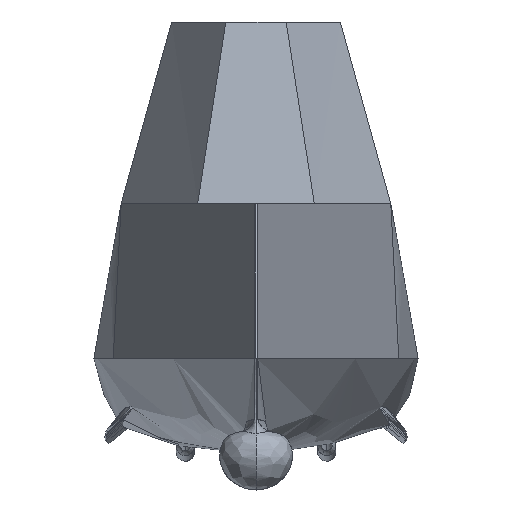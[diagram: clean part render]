
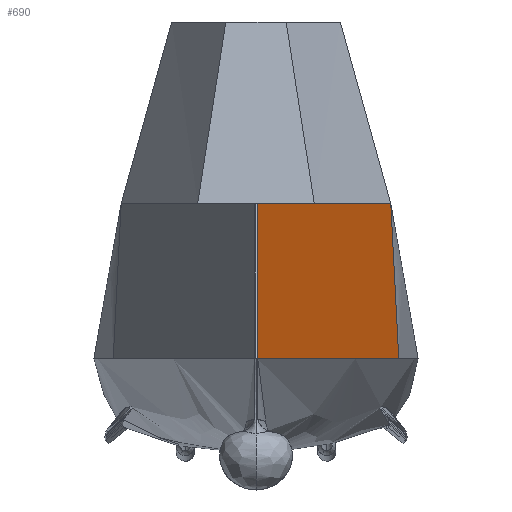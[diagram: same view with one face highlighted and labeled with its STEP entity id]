
A CAD part, left-side view. The second image highlights one B-rep face of the part: STEP entity #690.
In plain terms, the highlighted free-form (B-spline) face has degree [1, 1] with [2, 2] control points.
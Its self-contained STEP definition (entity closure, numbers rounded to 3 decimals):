
#690=ADVANCED_FACE('',(#913),#4942,.T.);
#913=FACE_OUTER_BOUND('',#1146,.T.);
#1146=EDGE_LOOP('',(#1519,#1520,#1521,#1522));
#1519=ORIENTED_EDGE('',*,*,#2446,.T.);
#1520=ORIENTED_EDGE('',*,*,#2449,.T.);
#1521=ORIENTED_EDGE('',*,*,#2448,.T.);
#1522=ORIENTED_EDGE('',*,*,#2447,.T.);
#2446=EDGE_CURVE('',#4184,#4187,#3321,.T.);
#2447=EDGE_CURVE('',#4185,#4184,#3322,.T.);
#2448=EDGE_CURVE('',#4186,#4185,#3323,.T.);
#2449=EDGE_CURVE('',#4187,#4186,#3324,.T.);
#3321=B_SPLINE_CURVE_WITH_KNOTS('',1,(#13721,#13722),.UNSPECIFIED.,.F.,
 .F.,(2,2),(-134.41,134.41),.UNSPECIFIED.);
#3322=B_SPLINE_CURVE_WITH_KNOTS('',1,(#13723,#13724),.UNSPECIFIED.,.F.,
 .F.,(2,2),(1376.6,2330.459),.UNSPECIFIED.);
#3323=B_SPLINE_CURVE_WITH_KNOTS('',1,(#13725,#13726),.UNSPECIFIED.,.F.,
 .F.,(2,2),(1145.579,1376.6),.UNSPECIFIED.);
#3324=B_SPLINE_CURVE_WITH_KNOTS('',1,(#13727,#13728),.UNSPECIFIED.,.F.,
 .F.,(2,2),(134.41,1145.579),.UNSPECIFIED.);
#4184=VERTEX_POINT('',#13717);
#4185=VERTEX_POINT('',#13718);
#4186=VERTEX_POINT('',#13719);
#4187=VERTEX_POINT('',#13720);
#4942=B_SPLINE_SURFACE_WITH_KNOTS('',1,1,((#13713,#13714),(#13715,#13716)),
 .UNSPECIFIED.,.F.,.F.,.F.,(2,2),(2,2),(1.722,1154.003),(-29.444,
180.872),.UNSPECIFIED.);
#13713=CARTESIAN_POINT('',(1.699,-7.155,-28.935));
#13714=CARTESIAN_POINT('',(1.699,29.86,178.099));
#13715=CARTESIAN_POINT('',(1138.63,-191.683,4.055));
#13716=CARTESIAN_POINT('',(1138.63,-154.669,211.089));
#13717=CARTESIAN_POINT('',(197.876,-1.981,183.791));
#13718=CARTESIAN_POINT('',(1138.63,-159.55,183.791));
#13719=CARTESIAN_POINT('',(998.976,-169.017,0.003));
#13720=CARTESIAN_POINT('',(1.699,-1.981,0.003));
#13721=CARTESIAN_POINT('',(197.876,-1.981,183.791));
#13722=CARTESIAN_POINT('',(1.699,-1.981,0.003));
#13723=CARTESIAN_POINT('',(1138.63,-159.55,183.791));
#13724=CARTESIAN_POINT('',(197.876,-1.981,183.791));
#13725=CARTESIAN_POINT('',(998.976,-169.017,0.003));
#13726=CARTESIAN_POINT('',(1138.63,-159.55,183.791));
#13727=CARTESIAN_POINT('',(1.699,-1.981,0.003));
#13728=CARTESIAN_POINT('',(998.976,-169.017,0.003));
